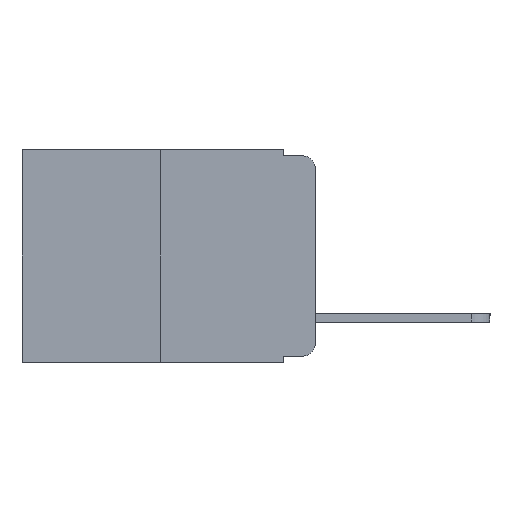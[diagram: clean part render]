
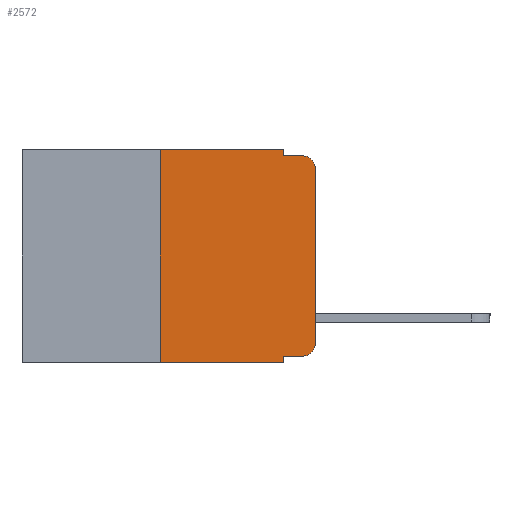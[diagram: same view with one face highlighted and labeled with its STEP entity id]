
A CAD part, left-side view. The second image highlights one B-rep face of the part: STEP entity #2572.
In plain terms, the highlighted planar face has unit normal (-1, 0, 0).
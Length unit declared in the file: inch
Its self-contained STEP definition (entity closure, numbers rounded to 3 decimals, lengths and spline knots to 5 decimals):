
#8 = CARTESIAN_POINT ( 'NONE',  ( 0., 0.25, -0.343 ) ) ;
#11 = CARTESIAN_POINT ( 'NONE',  ( 0., 0.02, -0.333 ) ) ;
#488 = CARTESIAN_POINT ( 'NONE',  ( 0., 0., -0.03 ) ) ;
#832 = VECTOR ( 'NONE', #6526, 39.37008 ) ;
#983 = VERTEX_POINT ( 'NONE', #11 ) ;
#1191 = DIRECTION ( 'NONE',  ( 0., -1., 0. ) ) ;
#1284 = VERTEX_POINT ( 'NONE', #20153 ) ;
#1388 = LINE ( 'NONE', #19095, #832 ) ;
#1820 = EDGE_CURVE ( 'NONE', #983, #22432, #16512, .T. ) ;
#1846 = ORIENTED_EDGE ( 'NONE', *, *, #1820, .T. ) ;
#2058 = LINE ( 'NONE', #23024, #20643 ) ;
#2148 = ORIENTED_EDGE ( 'NONE', *, *, #10344, .T. ) ;
#2572 = ADVANCED_FACE ( 'NONE', ( #10097 ), #4478, .F. ) ;
#2904 = CARTESIAN_POINT ( 'NONE',  ( 0., 0.051, 0. ) ) ;
#3017 = EDGE_CURVE ( 'NONE', #20815, #983, #19594, .T. ) ;
#3319 = VECTOR ( 'NONE', #4734, 39.37008 ) ;
#3595 = CIRCLE ( 'NONE', #16889, 0.02 ) ;
#3694 = CARTESIAN_POINT ( 'NONE',  ( 0., 0., -0.313 ) ) ;
#3783 = CARTESIAN_POINT ( 'NONE',  ( 0., 0.02, -0.03 ) ) ;
#3784 = DIRECTION ( 'NONE',  ( 0., 0., 1. ) ) ;
#4234 = EDGE_CURVE ( 'NONE', #20815, #7584, #2058, .T. ) ;
#4478 = PLANE ( 'NONE',  #10800 ) ;
#4734 = DIRECTION ( 'NONE',  ( 0., 0., -1. ) ) ;
#4788 = DIRECTION ( 'NONE',  ( 0., 0., -1. ) ) ;
#4954 = CARTESIAN_POINT ( 'NONE',  ( 0., 0.02, -0.01 ) ) ;
#5034 = VECTOR ( 'NONE', #19973, 39.37008 ) ;
#5302 = DIRECTION ( 'NONE',  ( 1., 0., 0. ) ) ;
#5357 = CARTESIAN_POINT ( 'NONE',  ( 0., 0.473, 0. ) ) ;
#5464 = EDGE_CURVE ( 'NONE', #22953, #12782, #20844, .T. ) ;
#5570 = VECTOR ( 'NONE', #3784, 39.37008 ) ;
#5622 = DIRECTION ( 'NONE',  ( 0., 0., -1. ) ) ;
#5628 = LINE ( 'NONE', #21732, #5034 ) ;
#5700 = ORIENTED_EDGE ( 'NONE', *, *, #5464, .F. ) ;
#5767 = CARTESIAN_POINT ( 'NONE',  ( 0., 0.051, -0.333 ) ) ;
#6366 = ORIENTED_EDGE ( 'NONE', *, *, #3017, .T. ) ;
#6471 = CARTESIAN_POINT ( 'NONE',  ( 0., 0.25, 0. ) ) ;
#6526 = DIRECTION ( 'NONE',  ( 0., -1., 0. ) ) ;
#6682 = EDGE_CURVE ( 'NONE', #1284, #22659, #22443, .T. ) ;
#6701 = CARTESIAN_POINT ( 'NONE',  ( 0., 0.02, -0.313 ) ) ;
#7102 = EDGE_LOOP ( 'NONE', ( #2148, #19656, #22328, #20973, #22626, #5700, #20058, #17321, #6366, #1846 ) ) ;
#7584 = VERTEX_POINT ( 'NONE', #21754 ) ;
#7927 = EDGE_CURVE ( 'NONE', #22659, #12124, #1388, .T. ) ;
#9138 = EDGE_CURVE ( 'NONE', #22528, #12124, #3595, .T. ) ;
#9205 = CARTESIAN_POINT ( 'NONE',  ( 0., 0., 0. ) ) ;
#10097 = FACE_OUTER_BOUND ( 'NONE', #7102, .T. ) ;
#10271 = CARTESIAN_POINT ( 'NONE',  ( 0., 0.473, 0. ) ) ;
#10344 = EDGE_CURVE ( 'NONE', #22432, #22528, #10403, .T. ) ;
#10403 = LINE ( 'NONE', #9205, #5570 ) ;
#10631 = VECTOR ( 'NONE', #1191, 39.37008 ) ;
#10800 = AXIS2_PLACEMENT_3D ( 'NONE', #5357, #5302, #4788 ) ;
#11401 = EDGE_CURVE ( 'NONE', #12782, #1284, #11747, .T. ) ;
#11747 = LINE ( 'NONE', #10271, #10631 ) ;
#12124 = VERTEX_POINT ( 'NONE', #4954 ) ;
#12782 = VERTEX_POINT ( 'NONE', #13297 ) ;
#13297 = CARTESIAN_POINT ( 'NONE',  ( 0., 0.25, 0. ) ) ;
#13370 = AXIS2_PLACEMENT_3D ( 'NONE', #6701, #15501, #22594 ) ;
#14958 = VECTOR ( 'NONE', #22604, 39.37008 ) ;
#15251 = CARTESIAN_POINT ( 'NONE',  ( 0., 0.051, -0.01 ) ) ;
#15501 = DIRECTION ( 'NONE',  ( -1., 0., 0. ) ) ;
#16198 = CARTESIAN_POINT ( 'NONE',  ( 0., 0.051, -0.333 ) ) ;
#16394 = DIRECTION ( 'NONE',  ( -1., 0., 0. ) ) ;
#16512 = CIRCLE ( 'NONE', #13370, 0.02 ) ;
#16889 = AXIS2_PLACEMENT_3D ( 'NONE', #3783, #16394, #5622 ) ;
#17066 = EDGE_CURVE ( 'NONE', #22953, #7584, #5628, .T. ) ;
#17321 = ORIENTED_EDGE ( 'NONE', *, *, #4234, .F. ) ;
#17778 = DIRECTION ( 'NONE',  ( 0., -1., 0. ) ) ;
#19017 = VECTOR ( 'NONE', #17778, 39.37008 ) ;
#19095 = CARTESIAN_POINT ( 'NONE',  ( 0., 0.051, -0.01 ) ) ;
#19594 = LINE ( 'NONE', #16198, #19017 ) ;
#19656 = ORIENTED_EDGE ( 'NONE', *, *, #9138, .T. ) ;
#19973 = DIRECTION ( 'NONE',  ( 0., -1., 0. ) ) ;
#20058 = ORIENTED_EDGE ( 'NONE', *, *, #17066, .T. ) ;
#20153 = CARTESIAN_POINT ( 'NONE',  ( 0., 0.051, 0. ) ) ;
#20643 = VECTOR ( 'NONE', #21989, 39.37008 ) ;
#20815 = VERTEX_POINT ( 'NONE', #5767 ) ;
#20844 = LINE ( 'NONE', #6471, #14958 ) ;
#20973 = ORIENTED_EDGE ( 'NONE', *, *, #6682, .F. ) ;
#21732 = CARTESIAN_POINT ( 'NONE',  ( 0., 0.473, -0.343 ) ) ;
#21754 = CARTESIAN_POINT ( 'NONE',  ( 0., 0.051, -0.343 ) ) ;
#21989 = DIRECTION ( 'NONE',  ( 0., 0., -1. ) ) ;
#22328 = ORIENTED_EDGE ( 'NONE', *, *, #7927, .F. ) ;
#22432 = VERTEX_POINT ( 'NONE', #3694 ) ;
#22443 = LINE ( 'NONE', #2904, #3319 ) ;
#22528 = VERTEX_POINT ( 'NONE', #488 ) ;
#22594 = DIRECTION ( 'NONE',  ( 0., 0., -1. ) ) ;
#22604 = DIRECTION ( 'NONE',  ( 0., 0., 1. ) ) ;
#22626 = ORIENTED_EDGE ( 'NONE', *, *, #11401, .F. ) ;
#22659 = VERTEX_POINT ( 'NONE', #15251 ) ;
#22953 = VERTEX_POINT ( 'NONE', #8 ) ;
#23024 = CARTESIAN_POINT ( 'NONE',  ( 0., 0.051, 0. ) ) ;
